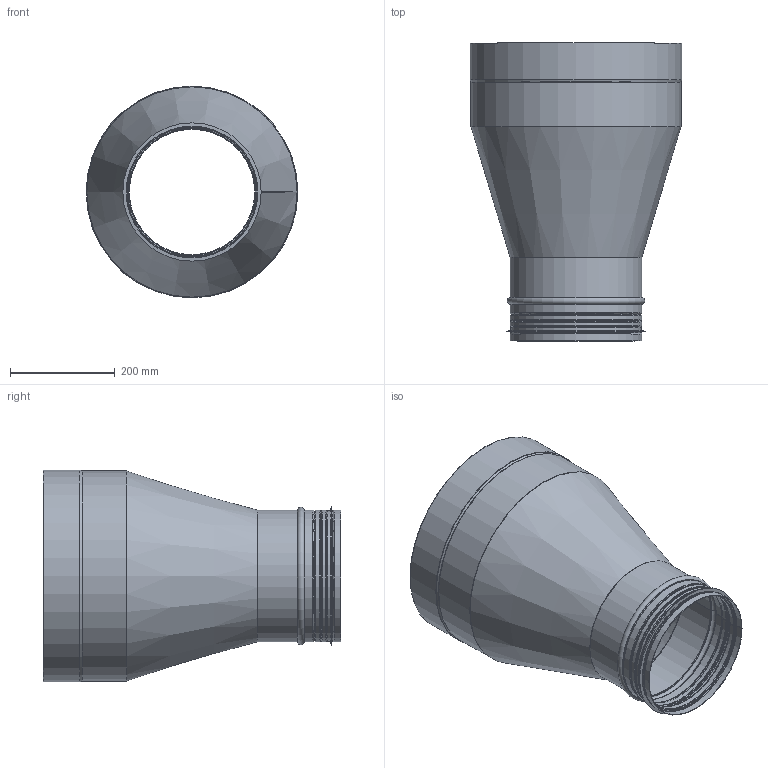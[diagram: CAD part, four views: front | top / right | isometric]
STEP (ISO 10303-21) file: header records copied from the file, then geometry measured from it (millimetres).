
FILE_DESCRIPTION((''),'2;1');
FILE_NAME('HFCMH-12.stp','2015-01-26T15:47:33',(''),(''),'Autodesk Inventor 2013','Autodesk Inventor 2013','');
FILE_SCHEMA(('AUTOMOTIVE_DESIGN { 1 2 10303 214 0 1 1 1 }'));
Length unit declared in the file: millimetre
Products named in the file (6): HFCMH-12; HFCMH-AA-12; HFCMH-AB-5; HFCMH-AC-4; HIK-AA-5; HIK-AB-5
Assembly tree (5 placements, depth 2):
  HFCMH-12
    HFCMH-AA-12
    HFCMH-AB-5
    HFCMH-AC-4
    HIK-AA-5
    HIK-AB-5
Bounding box: 405.2 x 570 x 405.2 mm (x, y, z)
Volume: 643791.4 mm3; surface area: 1270435.2 mm2
Topology: 5 solids, 5 shells, 132 faces, 260 edges, 138 vertices
Faces by surface type: plane 62, torus 32, cylinder 22, cone 16
Full cylindrical faces by diameter (mm): 247 x2, 250.6 x2, 251.6 x1, 264.6 x1
Entity records: 3573 total; most frequent: DIRECTION 662, CARTESIAN_POINT 527, ORIENTED_EDGE 492, AXIS2_PLACEMENT_3D 273, EDGE_CURVE 246, EDGE_LOOP 150, VERTEX_POINT 138, STYLED_ITEM 137
